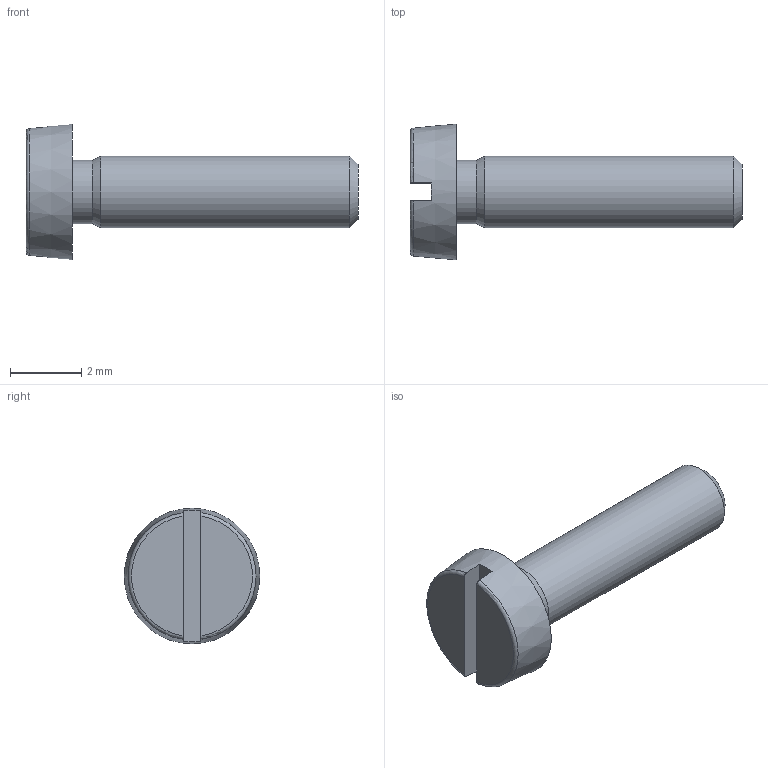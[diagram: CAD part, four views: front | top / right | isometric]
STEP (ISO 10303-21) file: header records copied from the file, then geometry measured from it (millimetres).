
FILE_DESCRIPTION(/* description */ ('Slotted Cheese Head Screw'),/* implementation_level */ '2;1');
FILE_NAME(/* name */ 'DIN 84 - replaced by DIN EN ISO 1207 M2 x 8_ipt_cf304e5b.STEP',/* time_stamp */ '2021-11-25T10:12:02-03:00',/* author */ ('Acer'),/* organization */ (''),/* preprocessor_version */ 'ST-DEVELOPER v18.1',/* originating_system */ 'Autodesk Inventor 2020',/* authorisation */ '');
FILE_SCHEMA (('AUTOMOTIVE_DESIGN { 1 0 10303 214 3 1 1 }'));
Length unit declared in the file: millimetre
Products named in the file (1): DIN 84 - M2 x 8
Bounding box: 9.3 x 3.8 x 3.8 mm (x, y, z)
Volume: 37.3 mm3; surface area: 89.5 mm2
Topology: 1 solids, 1 shells, 14 faces, 35 edges, 24 vertices
Faces by surface type: plane 7, cone 3, cylinder 2, torus 2
Full cylindrical faces by diameter (mm): 1.783 x1, 2 x1
Entity records: 502 total; most frequent: CARTESIAN_POINT 110, DIRECTION 79, ORIENTED_EDGE 70, EDGE_CURVE 35, AXIS2_PLACEMENT_3D 33, VERTEX_POINT 24, CIRCLE 18, EDGE_LOOP 15
